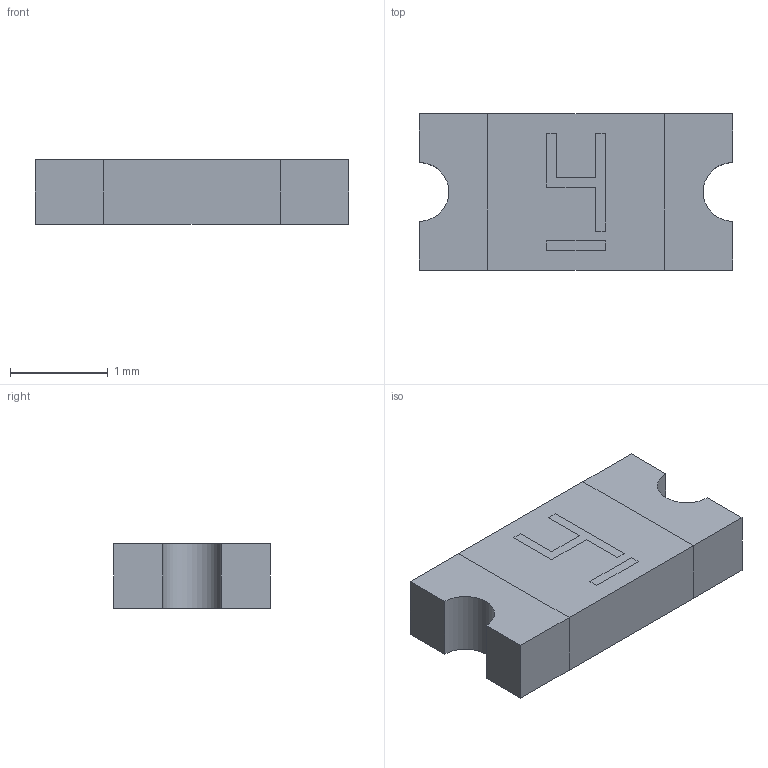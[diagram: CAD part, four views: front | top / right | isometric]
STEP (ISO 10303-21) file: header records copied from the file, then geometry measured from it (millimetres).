
FILE_DESCRIPTION(/* description */ (''),/* implementation_level */ '2;1');
FILE_NAME(/* name */ 'Fuse.step',/* time_stamp */ '2021-04-04T09:24:05+09:00',/* author */ (''),/* organization */ (''),/* preprocessor_version */ 'ST-DEVELOPER v18.1',/* originating_system */ 'Autodesk Translation Framework v9.10.0.1330',/* authorisation */ '');
FILE_SCHEMA (('AUTOMOTIVE_DESIGN { 1 0 10303 214 3 1 1 }'));
Length unit declared in the file: millimetre
Products named in the file (2): Fuse; pad
Assembly tree (1 placements, depth 2):
  Fuse
    pad
Bounding box: 3.2 x 1.6 x 0.66 mm (x, y, z)
Volume: 3.2 mm3; surface area: 22.3 mm2
Topology: 5 solids, 5 shells, 56 faces, 132 edges, 88 vertices
Faces by surface type: plane 54, cylinder 2
Entity records: 1654 total; most frequent: CARTESIAN_POINT 280, ORIENTED_EDGE 264, DIRECTION 256, EDGE_CURVE 132, LINE 128, VECTOR 128, VERTEX_POINT 88, AXIS2_PLACEMENT_3D 64
